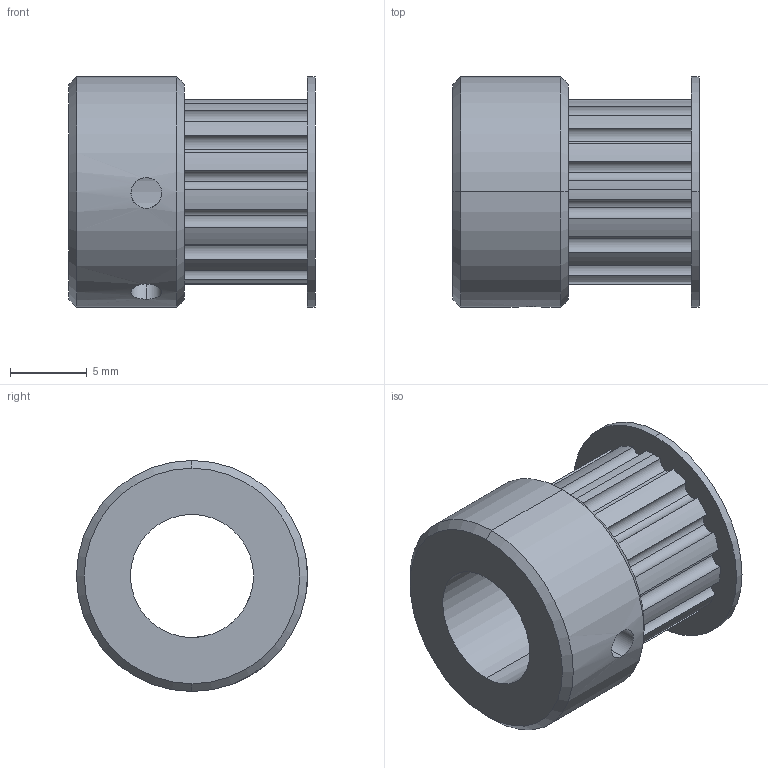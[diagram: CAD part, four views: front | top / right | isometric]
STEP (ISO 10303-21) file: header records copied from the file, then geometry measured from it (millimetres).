
FILE_DESCRIPTION (( 'STEP AP214' ), '1' );
FILE_NAME ('2GT-pulley 8mm bore.STEP', '2025-09-18T19:07:38', ( '' ), ( '' ), 'SwSTEP 2.0', 'SolidWorks 2024', '' );
FILE_SCHEMA (( 'AUTOMOTIVE_DESIGN' ));
Length unit declared in the file: millimetre
Products named in the file (1): 2GT-pulley 8mm bore
Bounding box: 16 x 15 x 15 mm (x, y, z)
Volume: 1405.5 mm3; surface area: 1565.3 mm2
Topology: 1 solids, 1 shells, 64 faces, 176 edges, 116 vertices
Faces by surface type: cylinder 56, cone 4, plane 4
Entity records: 2251 total; most frequent: CARTESIAN_POINT 493, DIRECTION 406, ORIENTED_EDGE 352, EDGE_CURVE 176, AXIS2_PLACEMENT_3D 173, VERTEX_POINT 116, CIRCLE 108, EDGE_LOOP 72
